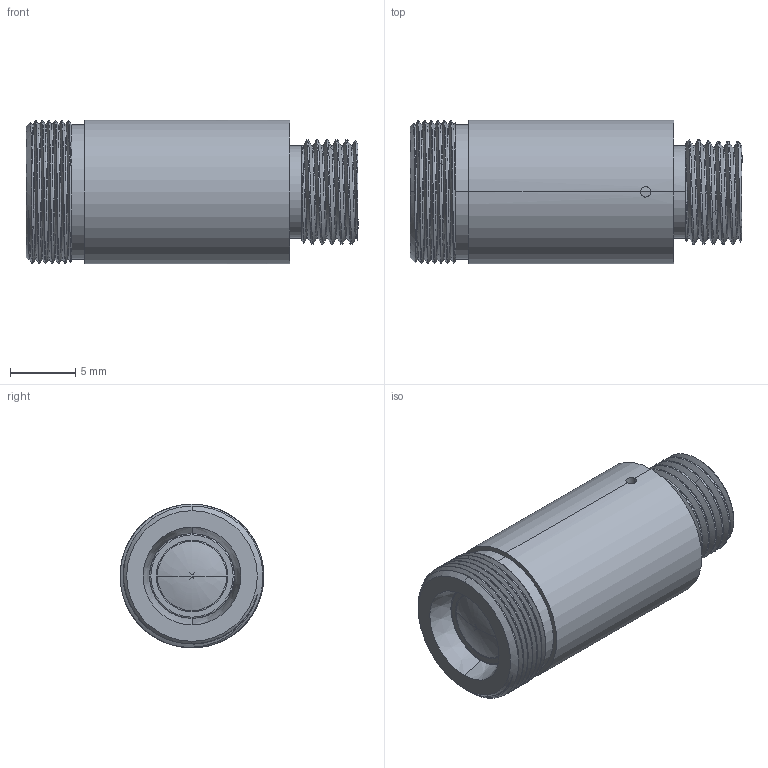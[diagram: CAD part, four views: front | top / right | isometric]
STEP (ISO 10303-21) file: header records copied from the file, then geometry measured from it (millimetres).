
FILE_DESCRIPTION (( 'STEP AP203' ), '1' );
FILE_NAME ('Web Model 64765_83724.step', '2019-07-01T13:41:51', ( '' ), ( '' ), 'SwSTEP 2.0', 'SolidWorks 2018', '' );
FILE_SCHEMA (( 'CONFIG_CONTROL_DESIGN' ));
Length unit declared in the file: millimetre
Products named in the file (1): Web Model 64765_83724
Bounding box: 25.41 x 11 x 11 mm (x, y, z)
Volume: 1259 mm3; surface area: 2227.7 mm2
Topology: 3 solids, 3 shells, 136 faces, 337 edges, 212 vertices
Faces by surface type: cylinder 61, bspline 30, plane 20, cone 19, torus 6
Entity records: 15406 total; most frequent: CARTESIAN_POINT 12408, ORIENTED_EDGE 666, DIRECTION 501, EDGE_CURVE 333, VERTEX_POINT 212, AXIS2_PLACEMENT_3D 207, EDGE_LOOP 153, B_SPLINE_CURVE_WITH_KNOTS 146
